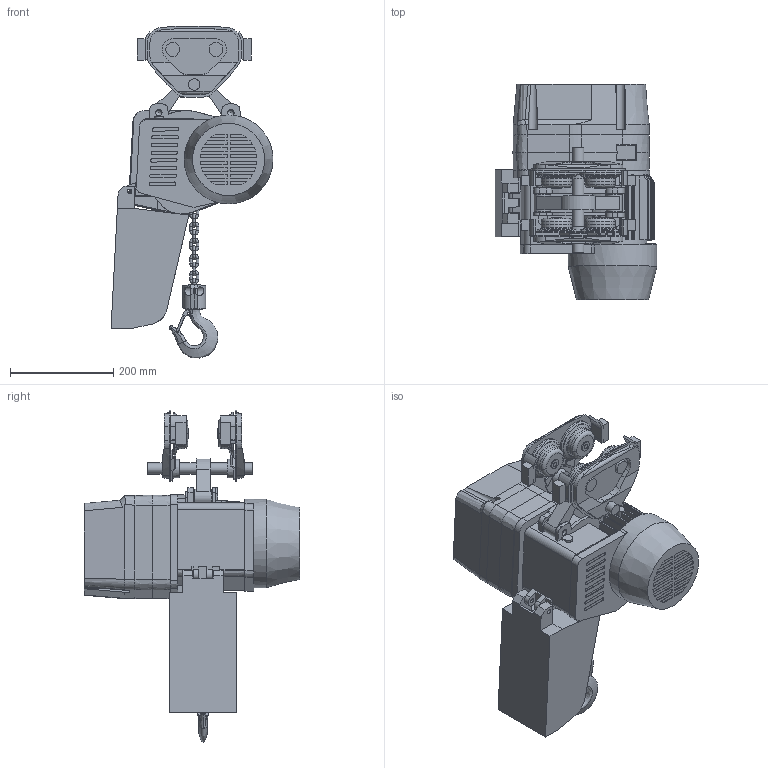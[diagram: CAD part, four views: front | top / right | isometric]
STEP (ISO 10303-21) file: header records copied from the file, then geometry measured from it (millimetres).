
FILE_DESCRIPTION(('STEP AP214'),'1');
FILE_NAME('KITO EQ Kättingtelfer 125-1 med blockvagn.stp','2013-10-03T10:09:55',(' '),(' '),'Spatial InterOp 3D',' ',' ');
FILE_SCHEMA(('automotive_design'));
Length unit declared in the file: millimetre
Products named in the file (30): Assembly2; Part2; Assembly1; Part9; Part8; Part7; Part6; Part5; Part4; Part3; Part1; KITO EQ Kattingtelfer 125-1 med blockvagn
Assembly tree (39 placements, depth 6):
  KITO EQ Kattingtelfer 125-1 med blockvagn
    Assembly2
      Part2  x2
      Assembly1
        Part9
        Part8
        Part7
        Part6
        Part5
        Part4
        Part3
        Part2
        Part1
    Assembly1
      Part6
      Part5
      Part4
      Part3
      Part2
      Part1
      Assembly1
        Part2  x2
        Assembly2
          Part1  x8
        Assembly1
          Assembly2
            Part2
            Part1
          Assembly1
            Part2  x2
Bounding box: 313.89 x 417 x 643.47 mm (x, y, z)
Volume: 18995166.9 mm3; surface area: 1212696 mm2
Topology: 31 solids, 33 shells, 1219 faces, 3272 edges, 2150 vertices
Faces by surface type: plane 678, cylinder 237, bspline 236, cone 44, torus 21, sphere 3
Full cylindrical faces by diameter (mm): 4 x3, 5.4 x20, 6 x3, 6.2 x4, 8.4 x2, 9 x6, 11 x1, 12.2 x6, 17 x2, 19.6 x4, 22 x3, 22.1 x2, 27 x4, 32 x2, 60 x4, 82 x4, 137 x1, 172 x1
Entity records: 53704 total; most frequent: CARTESIAN_POINT 17015, ORIENTED_EDGE 5830, DIRECTION 5267, EDGE_CURVE 2915, VERTEX_POINT 1971, AXIS2_PLACEMENT_3D 1764, LINE 1739, VECTOR 1739
